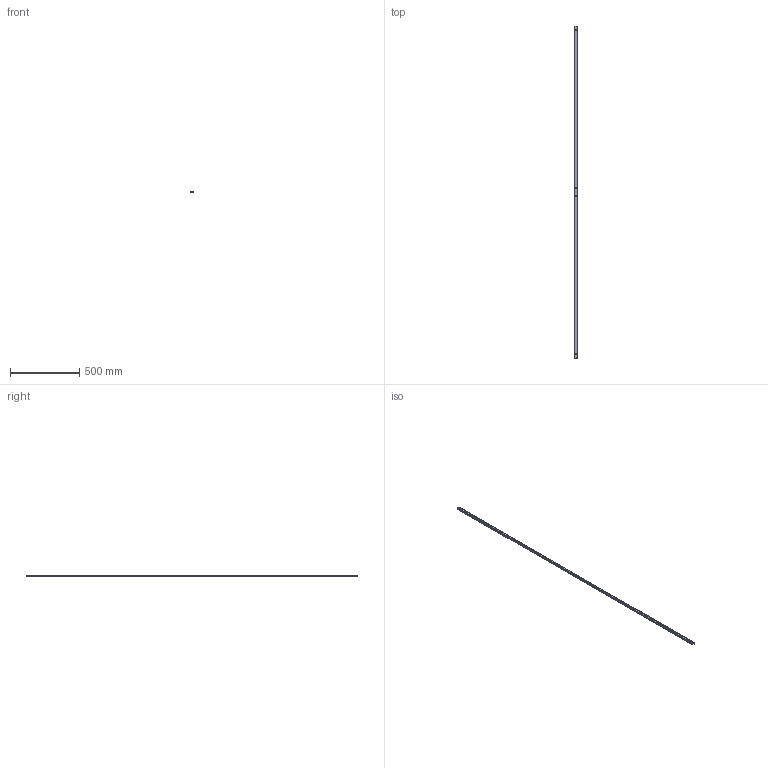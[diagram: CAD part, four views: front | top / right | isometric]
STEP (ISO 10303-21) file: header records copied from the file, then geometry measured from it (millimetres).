
FILE_DESCRIPTION(/* description */ ('This is a sample STEP configuration'),/* implementation_level */ '2;1');
FILE_NAME(/* name */ '708-001080xxxxxx _Simple.ipt_Rev_00.stp',/* time_stamp */ '2022-12-22T10:51:04+01:00',/* author */ ('powerJobs'),/* organization */ ('coolOrange'),/* preprocessor_version */ 'ST-DEVELOPER v18.1',/* originating_system */ 'Autodesk Inventor 2020',/* authorisation */ '');
FILE_SCHEMA (('AUTOMOTIVE_DESIGN { 1 0 10303 214 3 1 1 }'));
Length unit declared in the file: millimetre
Products named in the file (1): ENG000027508
Bounding box: 16.49 x 2400 x 12.6 mm (x, y, z)
Volume: 174227.5 mm3; surface area: 280567 mm2
Topology: 5 solids, 5 shells, 289 faces, 852 edges, 568 vertices
Faces by surface type: plane 203, cylinder 86
Entity records: 9997 total; most frequent: CARTESIAN_POINT 1710, ORIENTED_EDGE 1704, DIRECTION 1604, EDGE_CURVE 852, LINE 680, VECTOR 680, VERTEX_POINT 568, AXIS2_PLACEMENT_3D 462
